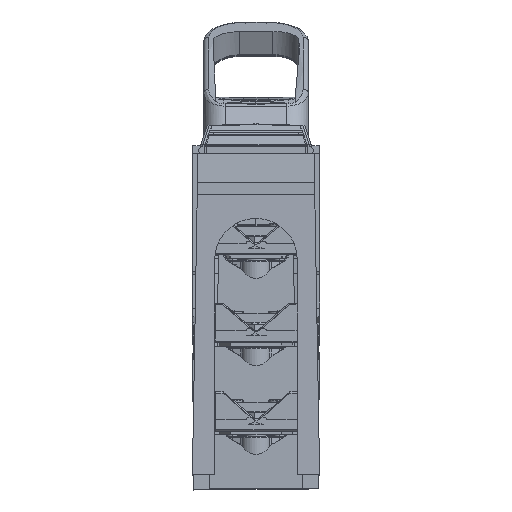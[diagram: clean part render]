
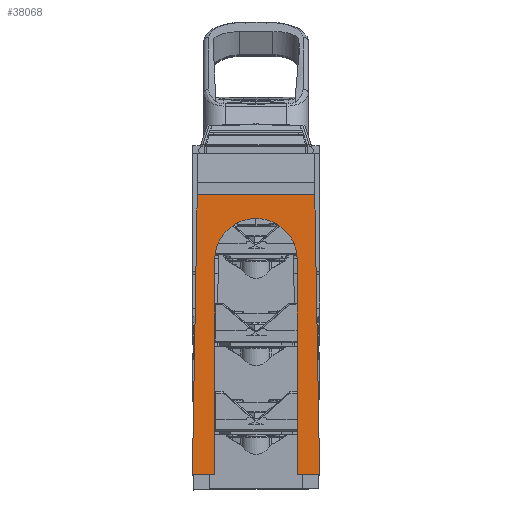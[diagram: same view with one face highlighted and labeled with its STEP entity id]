
A CAD part, top view. The second image highlights one B-rep face of the part: STEP entity #38068.
In plain terms, the highlighted planar face has unit normal (0, 0.018, 1).
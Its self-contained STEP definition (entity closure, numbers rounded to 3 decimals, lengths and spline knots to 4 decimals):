
#37506=DIRECTION('',(1.,0.,0.));
#37507=VECTOR('',#37506,1.77);
#37508=CARTESIAN_POINT('',(2.0781,23.7941,15.0108));
#37509=LINE('',#37508,#37507);
#37513=DIRECTION('',(0.017,-1.,0.017));
#37514=VECTOR('',#37513,4.2139);
#37515=CARTESIAN_POINT('',(3.8481,23.7941,15.0108));
#37516=LINE('',#37515,#37514);
#37520=DIRECTION('',(-1.,0.,0.));
#37521=VECTOR('',#37520,0.3365);
#37522=CARTESIAN_POINT('',(3.9216,19.5815,15.0843));
#37523=LINE('',#37522,#37521);
#37527=DIRECTION('',(0.,1.,-0.017));
#37528=VECTOR('',#37527,3.2365);
#37529=CARTESIAN_POINT('',(3.5851,19.5815,15.0843));
#37530=LINE('',#37529,#37528);
#37534=CARTESIAN_POINT('',(3.5851,22.8175,15.0279));
#37535=CARTESIAN_POINT('',(3.5809,22.9013,15.0264));
#37536=CARTESIAN_POINT('',(3.554,23.0517,15.0238));
#37537=CARTESIAN_POINT('',(3.4535,23.2149,15.0209));
#37538=CARTESIAN_POINT('',(3.3069,23.3485,15.0186));
#37539=CARTESIAN_POINT('',(3.1304,23.4266,15.0172));
#37540=CARTESIAN_POINT('',(2.9487,23.4482,15.0169));
#37541=CARTESIAN_POINT('',(2.7649,23.4173,15.0174));
#37542=CARTESIAN_POINT('',(2.5969,23.3317,15.0189));
#37543=CARTESIAN_POINT('',(2.466,23.2053,15.0211));
#37544=CARTESIAN_POINT('',(2.3694,23.0423,15.0239));
#37545=CARTESIAN_POINT('',(2.3448,22.8978,15.0265));
#37546=CARTESIAN_POINT('',(2.341,22.8175,15.0279));
#37551=DIRECTION('',(0.,-1.,0.017));
#37552=VECTOR('',#37551,3.2365);
#37553=CARTESIAN_POINT('',(2.341,22.8175,15.0279));
#37554=LINE('',#37553,#37552);
#37558=DIRECTION('',(-1.,0.,0.));
#37559=VECTOR('',#37558,0.3365);
#37560=CARTESIAN_POINT('',(2.341,19.5815,15.0843));
#37561=LINE('',#37560,#37559);
#37565=DIRECTION('',(-0.017,-1.,0.017));
#37566=VECTOR('',#37565,4.2139);
#37567=CARTESIAN_POINT('',(2.0781,23.7941,15.0108));
#37568=LINE('',#37567,#37566);
#37942=CARTESIAN_POINT('',(3.9216,19.5815,15.0843));
#37943=CARTESIAN_POINT('',(3.5851,19.5815,15.0843));
#37944=VERTEX_POINT('',#37942);
#37945=VERTEX_POINT('',#37943);
#37946=CARTESIAN_POINT('',(3.5851,22.8175,15.0279));
#37947=VERTEX_POINT('',#37946);
#37948=VERTEX_POINT('',#37546);
#37949=CARTESIAN_POINT('',(2.341,19.5815,15.0843));
#37950=VERTEX_POINT('',#37949);
#37951=CARTESIAN_POINT('',(2.0045,19.5815,15.0843));
#37952=VERTEX_POINT('',#37951);
#38025=CARTESIAN_POINT('',(2.0781,23.7941,15.0108));
#38026=VERTEX_POINT('',#38025);
#38027=CARTESIAN_POINT('',(3.8481,23.7941,15.0108));
#38028=VERTEX_POINT('',#38027);
#38045=CARTESIAN_POINT('',(2.5048,23.7941,15.0108));
#38046=DIRECTION('',(0.,0.017,1.));
#38047=DIRECTION('',(0.,-1.,0.017));
#38048=AXIS2_PLACEMENT_3D('',#38045,#38046,#38047);
#38049=PLANE('',#38048);
#38051=ORIENTED_EDGE('',*,*,#38050,.F.);
#38053=ORIENTED_EDGE('',*,*,#38052,.T.);
#38055=ORIENTED_EDGE('',*,*,#38054,.T.);
#38057=ORIENTED_EDGE('',*,*,#38056,.T.);
#38059=ORIENTED_EDGE('',*,*,#38058,.T.);
#38061=ORIENTED_EDGE('',*,*,#38060,.T.);
#38063=ORIENTED_EDGE('',*,*,#38062,.T.);
#38065=ORIENTED_EDGE('',*,*,#38064,.T.);
#38066=EDGE_LOOP('',(#38051,#38053,#38055,#38057,#38059,#38061,#38063,#38065));
#38067=FACE_OUTER_BOUND('',#38066,.F.);
#37547=B_SPLINE_CURVE_WITH_KNOTS('',3,(#37534,#37535,#37536,#37537,#37538,
#37539,#37540,#37541,#37542,#37543,#37544,#37545,#37546),.UNSPECIFIED.,.F.,.F.,(
4,1,1,1,1,1,1,1,1,1,4),(0.,0.1,0.2,0.3,0.4,0.5,0.6,0.7,0.8,
0.9,1.),.UNSPECIFIED.);
#38050=EDGE_CURVE('',#38026,#37952,#37568,.T.);
#38052=EDGE_CURVE('',#38026,#38028,#37509,.T.);
#38054=EDGE_CURVE('',#38028,#37944,#37516,.T.);
#38056=EDGE_CURVE('',#37944,#37945,#37523,.T.);
#38058=EDGE_CURVE('',#37945,#37947,#37530,.T.);
#38060=EDGE_CURVE('',#37947,#37948,#37547,.T.);
#38062=EDGE_CURVE('',#37948,#37950,#37554,.T.);
#38064=EDGE_CURVE('',#37950,#37952,#37561,.T.);
#38068=ADVANCED_FACE('',(#38067),#38049,.T.);
